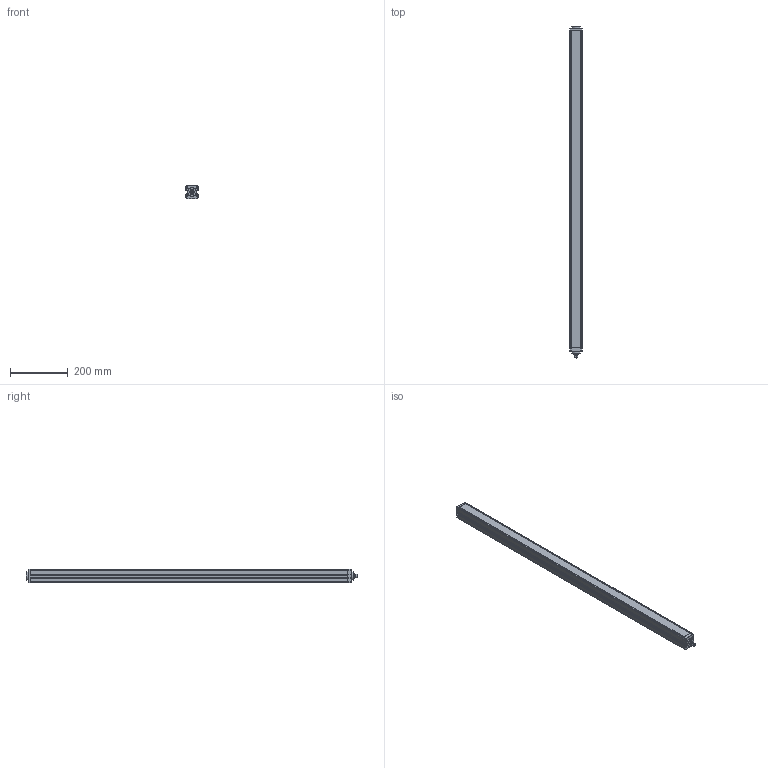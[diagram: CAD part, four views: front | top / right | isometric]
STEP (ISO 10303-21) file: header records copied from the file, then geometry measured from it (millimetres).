
FILE_DESCRIPTION (( 'STEP AP214' ), '1' );
FILE_NAME ('YCA-50S4-4300-G012.step', '2016-12-20T16:16:51', ( '' ), ( '' ), 'SwSTEP 2.0', 'SolidWorks 2016', '' );
FILE_SCHEMA (( 'AUTOMOTIVE_DESIGN' ));
Length unit declared in the file: millimetre
Products named in the file (1): YCA-50S4-4300-G012
Bounding box: 42 x 1154 x 48 mm (x, y, z)
Volume: 2024749.2 mm3; surface area: 259577.4 mm2
Topology: 18 solids, 18 shells, 454 faces, 1091 edges, 660 vertices
Faces by surface type: plane 221, cylinder 172, sphere 24, torus 19, cone 10, bspline 8
Entity records: 13225 total; most frequent: CARTESIAN_POINT 2682, DIRECTION 2184, ORIENTED_EDGE 2118, EDGE_CURVE 1059, AXIS2_PLACEMENT_3D 750, VECTOR 684, LINE 684, VERTEX_POINT 652
